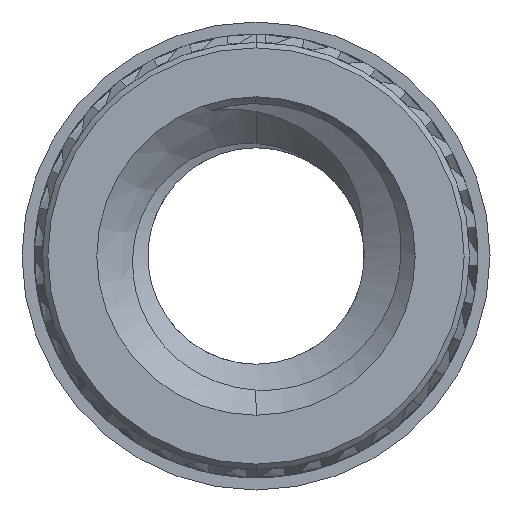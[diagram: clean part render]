
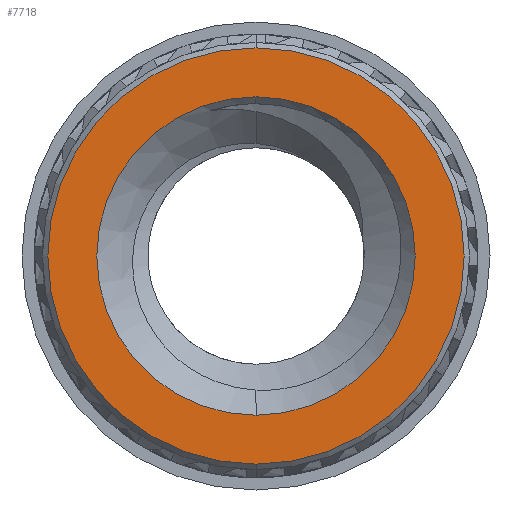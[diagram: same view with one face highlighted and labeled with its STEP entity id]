
A CAD part, front view. The second image highlights one B-rep face of the part: STEP entity #7718.
In plain terms, the highlighted planar face has unit normal (0, -1, 0).
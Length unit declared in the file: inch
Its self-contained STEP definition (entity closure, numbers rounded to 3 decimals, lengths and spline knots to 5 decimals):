
#217 = EDGE_CURVE ( 'NONE', #12241, #10897, #4697, .T. ) ;
#748 = EDGE_CURVE ( 'NONE', #4203, #12825, #1953, .T. ) ;
#1281 = ORIENTED_EDGE ( 'NONE', *, *, #12430, .T. ) ;
#1468 = EDGE_LOOP ( 'NONE', ( #12108, #13011 ) ) ;
#1736 = PLANE ( 'NONE',  #8864 ) ;
#1953 = CIRCLE ( 'NONE', #7601, 0.05851 ) ;
#2262 = CARTESIAN_POINT ( 'NONE',  ( 0., -0.135, -0.0765 ) ) ;
#2412 = DIRECTION ( 'NONE',  ( 0., 0., 1. ) ) ;
#2906 = EDGE_CURVE ( 'NONE', #10897, #12241, #5745, .T. ) ;
#3009 = DIRECTION ( 'NONE',  ( 0., 1., 0. ) ) ;
#3397 = CARTESIAN_POINT ( 'NONE',  ( 0., -0.135, -0.05851 ) ) ;
#3787 = DIRECTION ( 'NONE',  ( 0., 0., 1. ) ) ;
#3934 = DIRECTION ( 'NONE',  ( 0., 1., 0. ) ) ;
#4203 = VERTEX_POINT ( 'NONE', #3397 ) ;
#4697 = CIRCLE ( 'NONE', #10468, 0.0765 ) ;
#5745 = CIRCLE ( 'NONE', #6015, 0.0765 ) ;
#5773 = EDGE_LOOP ( 'NONE', ( #7617, #1281 ) ) ;
#6015 = AXIS2_PLACEMENT_3D ( 'NONE', #7055, #3934, #3787 ) ;
#6021 = CARTESIAN_POINT ( 'NONE',  ( 0., -0.135, 0. ) ) ;
#6131 = DIRECTION ( 'NONE',  ( 0., 0., 1. ) ) ;
#6180 = CARTESIAN_POINT ( 'NONE',  ( 0., -0.135, 0. ) ) ;
#6659 = DIRECTION ( 'NONE',  ( 0., 1., 0. ) ) ;
#7055 = CARTESIAN_POINT ( 'NONE',  ( 0., -0.135, 0. ) ) ;
#7151 = DIRECTION ( 'NONE',  ( 0., 0., 1. ) ) ;
#7601 = AXIS2_PLACEMENT_3D ( 'NONE', #6180, #3009, #7151 ) ;
#7617 = ORIENTED_EDGE ( 'NONE', *, *, #748, .T. ) ;
#7718 = ADVANCED_FACE ( 'NONE', ( #12802, #13152 ), #1736, .F. ) ;
#8254 = CIRCLE ( 'NONE', #12506, 0.05851 ) ;
#8864 = AXIS2_PLACEMENT_3D ( 'NONE', #12760, #9739, #10510 ) ;
#9739 = DIRECTION ( 'NONE',  ( 0., 1., 0. ) ) ;
#10468 = AXIS2_PLACEMENT_3D ( 'NONE', #13243, #6659, #2412 ) ;
#10510 = DIRECTION ( 'NONE',  ( 0., 0., 1. ) ) ;
#10897 = VERTEX_POINT ( 'NONE', #2262 ) ;
#11500 = DIRECTION ( 'NONE',  ( 0., 1., 0. ) ) ;
#12108 = ORIENTED_EDGE ( 'NONE', *, *, #2906, .F. ) ;
#12241 = VERTEX_POINT ( 'NONE', #13350 ) ;
#12430 = EDGE_CURVE ( 'NONE', #12825, #4203, #8254, .T. ) ;
#12506 = AXIS2_PLACEMENT_3D ( 'NONE', #6021, #11500, #6131 ) ;
#12760 = CARTESIAN_POINT ( 'NONE',  ( 0., -0.135, 0. ) ) ;
#12802 = FACE_BOUND ( 'NONE', #5773, .T. ) ;
#12825 = VERTEX_POINT ( 'NONE', #13561 ) ;
#13011 = ORIENTED_EDGE ( 'NONE', *, *, #217, .F. ) ;
#13152 = FACE_OUTER_BOUND ( 'NONE', #1468, .T. ) ;
#13243 = CARTESIAN_POINT ( 'NONE',  ( 0., -0.135, 0. ) ) ;
#13350 = CARTESIAN_POINT ( 'NONE',  ( 0., -0.135, 0.0765 ) ) ;
#13561 = CARTESIAN_POINT ( 'NONE',  ( 0., -0.135, 0.05851 ) ) ;
